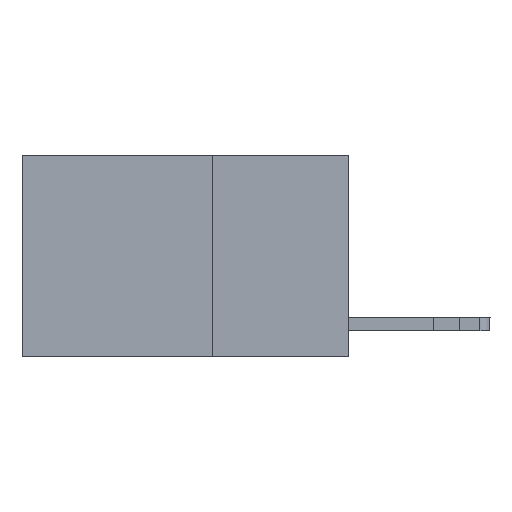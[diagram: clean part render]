
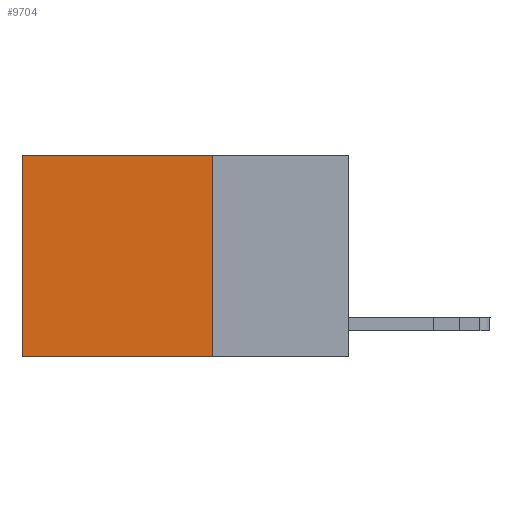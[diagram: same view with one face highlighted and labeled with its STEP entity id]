
A CAD part, left-side view. The second image highlights one B-rep face of the part: STEP entity #9704.
In plain terms, the highlighted planar face has unit normal (-1, 0, 0).
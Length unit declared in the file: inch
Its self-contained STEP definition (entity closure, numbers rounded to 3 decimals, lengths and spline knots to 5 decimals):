
#45 = LINE ( 'NONE', #13346, #19546 ) ;
#615 = DIRECTION ( 'NONE',  ( 0., 0., -1. ) ) ;
#1894 = EDGE_LOOP ( 'NONE', ( #11625, #9455, #4372, #10870 ) ) ;
#2300 = LINE ( 'NONE', #13413, #6608 ) ;
#2349 = DIRECTION ( 'NONE',  ( 0., 1., 0. ) ) ;
#4372 = ORIENTED_EDGE ( 'NONE', *, *, #4530, .F. ) ;
#4452 = EDGE_CURVE ( 'NONE', #10107, #14468, #2300, .T. ) ;
#4530 = EDGE_CURVE ( 'NONE', #18897, #10107, #14656, .T. ) ;
#4900 = PLANE ( 'NONE',  #12856 ) ;
#6608 = VECTOR ( 'NONE', #17044, 39.37008 ) ;
#7454 = CARTESIAN_POINT ( 'NONE',  ( 0.2625, 0.6, 0. ) ) ;
#9117 = LINE ( 'NONE', #17036, #13439 ) ;
#9455 = ORIENTED_EDGE ( 'NONE', *, *, #4452, .F. ) ;
#9704 = ADVANCED_FACE ( 'NONE', ( #14687 ), #4900, .F. ) ;
#10107 = VERTEX_POINT ( 'NONE', #18604 ) ;
#10329 = VECTOR ( 'NONE', #17262, 39.37008 ) ;
#10402 = DIRECTION ( 'NONE',  ( 1., 0., 0. ) ) ;
#10870 = ORIENTED_EDGE ( 'NONE', *, *, #17361, .T. ) ;
#11476 = EDGE_CURVE ( 'NONE', #18773, #14468, #9117, .T. ) ;
#11625 = ORIENTED_EDGE ( 'NONE', *, *, #11476, .T. ) ;
#12856 = AXIS2_PLACEMENT_3D ( 'NONE', #21173, #10402, #22943 ) ;
#13346 = CARTESIAN_POINT ( 'NONE',  ( 0.2625, 0.25, 0. ) ) ;
#13413 = CARTESIAN_POINT ( 'NONE',  ( 0.2625, 0.25, -0.37 ) ) ;
#13439 = VECTOR ( 'NONE', #615, 39.37008 ) ;
#14468 = VERTEX_POINT ( 'NONE', #23573 ) ;
#14656 = LINE ( 'NONE', #15488, #10329 ) ;
#14687 = FACE_OUTER_BOUND ( 'NONE', #1894, .T. ) ;
#15184 = CARTESIAN_POINT ( 'NONE',  ( 0.2625, 0.25, 0. ) ) ;
#15488 = CARTESIAN_POINT ( 'NONE',  ( 0.2625, 0.25, 0. ) ) ;
#17036 = CARTESIAN_POINT ( 'NONE',  ( 0.2625, 0.6, 0. ) ) ;
#17044 = DIRECTION ( 'NONE',  ( 0., 1., 0. ) ) ;
#17262 = DIRECTION ( 'NONE',  ( 0., 0., -1. ) ) ;
#17361 = EDGE_CURVE ( 'NONE', #18897, #18773, #45, .T. ) ;
#18604 = CARTESIAN_POINT ( 'NONE',  ( 0.2625, 0.25, -0.37 ) ) ;
#18773 = VERTEX_POINT ( 'NONE', #7454 ) ;
#18897 = VERTEX_POINT ( 'NONE', #15184 ) ;
#19546 = VECTOR ( 'NONE', #2349, 39.37008 ) ;
#21173 = CARTESIAN_POINT ( 'NONE',  ( 0.2625, 0.25, 0. ) ) ;
#22943 = DIRECTION ( 'NONE',  ( 0., 0., -1. ) ) ;
#23573 = CARTESIAN_POINT ( 'NONE',  ( 0.2625, 0.6, -0.37 ) ) ;
